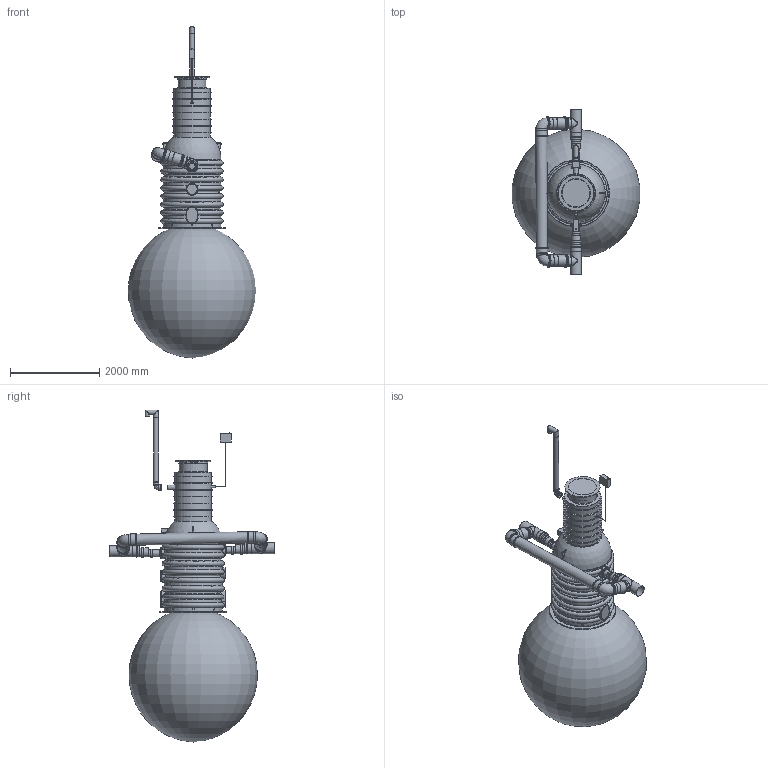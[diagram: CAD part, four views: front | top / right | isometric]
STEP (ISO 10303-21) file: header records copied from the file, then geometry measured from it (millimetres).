
FILE_DESCRIPTION(/* description */ ('Unknown'),/* implementation_level */ '2;1');
FILE_NAME(/* name */ 'EQ BP 1.klassi õlieraldaja NS10_30 Taavis',/* time_stamp */ '2023-04-13T13:58:16+03:00',/* author */ ('Unknown'),/* organization */ ('Unknown'),/* preprocessor_version */ 'ST-DEVELOPER v18.1',/* originating_system */ 'Solid Edge',/* authorisation */ 'Unknown');
FILE_SCHEMA (('AUTOMOTIVE_DESIGN {1 0 10303 214 3 1 1}'));
Length unit declared in the file: millimetre
Products named in the file (51): EQ BP 1.klassi eraldaja NS10_30 Taavis; 2731.000 Rotokaev D1200_var3_oa_0; Polv 160-45 PVC; PVC_polv_160; PVC yleminek D200-D250; PVC_polv_250; 26599 sulgurklapp D200 toru sisse; 26599 D160 toru sulgurklapile; 26599 plaat klapile; 26599 klapile tõsteaas; PVC Kaksikmuhv d160; Malmluuk_D600_(Ginmika); Malmluugi_korpus_D600_(Ginmika); Malmluugi_kaan_D600_(Ginmika); PVC yleminek D160-D200; RoundTubing 160x9.5_oa_1; RoundTubing 160x9.5_oa_2; PE_vent_malm_L=1500; PVC_polv_110; PE venttoru DN100 L=1500; Rotoventiots; 2703.001_19646; RoundTubing 160x9.5_oa_3; D50 kaabli läbiviiguks 10.11.17; Ujuk_oa_4; 2691.002 tihend_kaevule 10.11.17; PVC kolmik D250_D250x87kraadi; PVC250_oa_5; 18.01.23 D800 uus rotost teeninduskaev; PVC Kaksikmuhv d250; Ujuk_oa_6; Ujuk_oa_7; PVC250_oa_8; elektrikarp loikefotole; Läbiviigutihend DN160; SisendPE_uus; PE_sisendtoru_110; RoundTubing 21.3x1.5_oa_9; 2753.000_var2; 2753.000 rotost filtrikast NS10 koostatud ...
Assembly tree (64 placements, depth 4):
  EQ BP 1.klassi eraldaja NS10_30 Taavis
    2731.000 Rotokaev D1200_var3_oa_0
    Polv 160-45 PVC
    PVC_polv_160  x2
    PVC yleminek D200-D250  x2
    PVC_polv_250  x2
    26599 sulgurklapp D200 toru sisse
      26599 D160 toru sulgurklapile
      26599 plaat klapile  x2
      26599 klapile tõsteaas
    PVC Kaksikmuhv d160
    Malmluuk_D600_(Ginmika)
      Malmluugi_korpus_D600_(Ginmika)
      Malmluugi_kaan_D600_(Ginmika)
    PVC yleminek D160-D200  x2
    RoundTubing 160x9.5_oa_1
    RoundTubing 160x9.5_oa_2
    PE_vent_malm_L=1500
      PVC_polv_110
      PE venttoru DN100 L=1500
      Rotoventiots
    2703.001_19646
    RoundTubing 160x9.5_oa_3
    D50 kaabli läbiviiguks 10.11.17
    Ujuk_oa_4
    2691.002 tihend_kaevule 10.11.17
    PVC kolmik D250_D250x87kraadi  x2
    PVC250_oa_5
    18.01.23 D800 uus rotost teeninduskaev
    PVC Kaksikmuhv d250  x2
    Ujuk_oa_6
    Ujuk_oa_7
    PVC250_oa_8
    elektrikarp loikefotole
    Läbiviigutihend DN160  x2
    SisendPE_uus
      PE_sisendtoru_110
    RoundTubing 21.3x1.5_oa_9
    2753.000_var2
      2753.000 rotost filtrikast NS10 koostatud
        2753.001 rotost filtrikast NS10_var2_alumine pool
        2753.001 rotost filtrikast NS10_var2_ylemine pool
      Raam kolmele filtriplokile   x2
        RV raam kolele filtriplokile
        2631.002_var2
        Polt_M6x20HK
        Filter HD Q-PAC
        Mutter M6 a2_NY
      2627.107 toru pallis
      tihend filtrikastile  x2
    PVC250_oa_10
Bounding box: 2859.74 x 3712.37 x 7448.37 mm (x, y, z)
Volume: 493593630.9 mm3; surface area: 122694416.7 mm2
Topology: 67 solids, 67 shells, 1582 faces, 3652 edges, 2243 vertices
Faces by surface type: plane 687, cylinder 507, bspline 177, torus 158, sphere 29, cone 24
Full cylindrical faces by diameter (mm): 4.917 x4, 6 x4, 7 x8, 8 x6, 8.5 x3, 10 x37, 18.3 x1, 20 x4, 21.3 x1, 46 x1, 50 x1, 80 x12, 96.8 x1, 100 x2, 103.2 x3, 105 x1, 110 x9, 120 x2, 128 x1, 130 x2, 140 x1, 141 x4, 150 x6, 155 x3, 160 x22, 163 x1, 165 x3, 170 x3, 175 x4, 180 x6
Entity records: 44842 total; most frequent: CARTESIAN_POINT 17240, DIRECTION 5418, ORIENTED_EDGE 4996, EDGE_CURVE 2498, AXIS2_PLACEMENT_3D 2265, FACE_BOUND 1773, EDGE_LOOP 1771, VERTEX_POINT 1687
